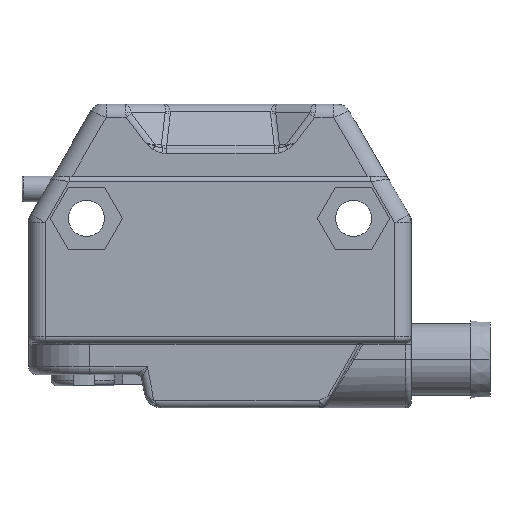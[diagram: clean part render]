
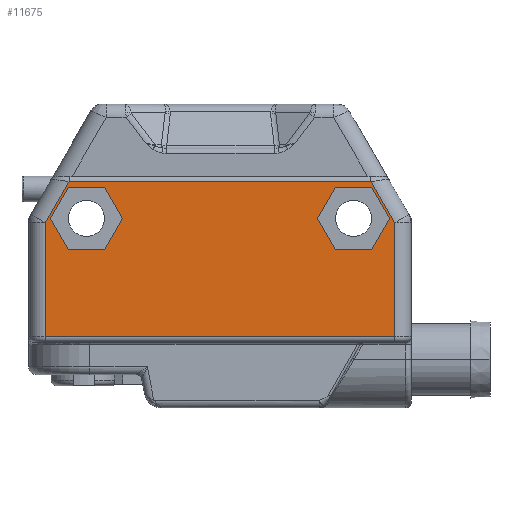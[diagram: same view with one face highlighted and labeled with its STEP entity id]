
A CAD part, left-side view. The second image highlights one B-rep face of the part: STEP entity #11675.
In plain terms, the highlighted planar face has unit normal (-1, 0, 0).
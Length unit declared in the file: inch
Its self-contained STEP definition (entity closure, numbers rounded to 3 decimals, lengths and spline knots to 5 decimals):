
#2794=CARTESIAN_POINT('',(-0.29528,0.53593,
0.28346));
#2805=DIRECTION('',(0.,-1.,0.));
#2806=VECTOR('',#2805,1.07187);
#2807=CARTESIAN_POINT('',(-0.29528,0.53593,
0.28346));
#2808=LINE('',#2807,#2806);
#2814=DIRECTION('',(0.,-1.,0.));
#2815=VECTOR('',#2814,0.12843);
#2816=CARTESIAN_POINT('',(-0.29528,0.53862,
0.04232));
#2817=LINE('',#2816,#2815);
#2818=DIRECTION('',(0.,-0.5,0.866));
#2819=VECTOR('',#2818,0.12843);
#2820=CARTESIAN_POINT('',(-0.29528,0.4102,
0.04232));
#2821=LINE('',#2820,#2819);
#2822=DIRECTION('',(0.,0.5,0.866));
#2823=VECTOR('',#2822,0.12843);
#2824=CARTESIAN_POINT('',(-0.29528,0.34598,
0.15354));
#2825=LINE('',#2824,#2823);
#2826=DIRECTION('',(0.,1.,0.));
#2827=VECTOR('',#2826,0.12843);
#2828=CARTESIAN_POINT('',(-0.29528,0.4102,
0.26476));
#2829=LINE('',#2828,#2827);
#2830=DIRECTION('',(0.,0.5,-0.866));
#2831=VECTOR('',#2830,0.12843);
#2832=CARTESIAN_POINT('',(-0.29528,0.53862,
0.26476));
#2833=LINE('',#2832,#2831);
#2834=DIRECTION('',(0.,-0.5,-0.866));
#2835=VECTOR('',#2834,0.12843);
#2836=CARTESIAN_POINT('',(-0.29528,0.60284,
0.15354));
#2837=LINE('',#2836,#2835);
#2838=DIRECTION('',(0.,-1.,0.));
#2839=VECTOR('',#2838,0.12843);
#2840=CARTESIAN_POINT('',(-0.29528,-0.4102,
0.04232));
#2841=LINE('',#2840,#2839);
#2842=DIRECTION('',(0.,-0.5,0.866));
#2843=VECTOR('',#2842,0.12843);
#2844=CARTESIAN_POINT('',(-0.29528,-0.53862,
0.04232));
#2845=LINE('',#2844,#2843);
#2846=DIRECTION('',(0.,0.5,0.866));
#2847=VECTOR('',#2846,0.12843);
#2848=CARTESIAN_POINT('',(-0.29528,-0.60284,
0.15354));
#2849=LINE('',#2848,#2847);
#2850=DIRECTION('',(0.,1.,0.));
#2851=VECTOR('',#2850,0.12843);
#2852=CARTESIAN_POINT('',(-0.29528,-0.53862,
0.26476));
#2853=LINE('',#2852,#2851);
#2854=DIRECTION('',(0.,0.5,-0.866));
#2855=VECTOR('',#2854,0.12843);
#2856=CARTESIAN_POINT('',(-0.29528,-0.4102,
0.26476));
#2857=LINE('',#2856,#2855);
#2858=DIRECTION('',(0.,-0.5,-0.866));
#2859=VECTOR('',#2858,0.12843);
#2860=CARTESIAN_POINT('',(-0.29528,-0.34598,
0.15354));
#2861=LINE('',#2860,#2859);
#2866=DIRECTION('',(0.,0.,1.));
#2867=VECTOR('',#2866,0.40544);
#2868=CARTESIAN_POINT('',(-0.29528,-0.62008,
-0.26772));
#2869=LINE('',#2868,#2867);
#2979=DIRECTION('',(0.,0.,-1.));
#2980=VECTOR('',#2979,0.40544);
#2981=CARTESIAN_POINT('',(-0.29528,0.62008,
0.13772));
#2982=LINE('',#2981,#2980);
#3292=DIRECTION('',(0.,1.,0.));
#3293=VECTOR('',#3292,1.24016);
#3294=CARTESIAN_POINT('',(-0.29528,-0.62008,
-0.26772));
#3295=LINE('',#3294,#3293);
#4596=DIRECTION('',(0.,0.5,-0.866));
#4597=VECTOR('',#4596,0.16829);
#4598=CARTESIAN_POINT('',(-0.29528,0.53593,
0.28346));
#4599=LINE('',#4598,#4597);
#4916=DIRECTION('',(0.,0.5,0.866));
#4917=VECTOR('',#4916,0.16829);
#4918=CARTESIAN_POINT('',(-0.29528,-0.62008,
0.13772));
#4919=LINE('',#4918,#4917);
#6251=CARTESIAN_POINT('',(-0.29528,0.53862,
0.04232));
#6252=CARTESIAN_POINT('',(-0.29528,0.4102,
0.04232));
#6253=VERTEX_POINT('',#6251);
#6254=VERTEX_POINT('',#6252);
#6255=CARTESIAN_POINT('',(-0.29528,0.34598,
0.15354));
#6256=VERTEX_POINT('',#6255);
#6257=CARTESIAN_POINT('',(-0.29528,0.4102,
0.26476));
#6258=VERTEX_POINT('',#6257);
#6259=CARTESIAN_POINT('',(-0.29528,0.53862,
0.26476));
#6260=VERTEX_POINT('',#6259);
#6261=CARTESIAN_POINT('',(-0.29528,0.60284,
0.15354));
#6262=VERTEX_POINT('',#6261);
#6263=CARTESIAN_POINT('',(-0.29528,-0.4102,
0.04232));
#6264=CARTESIAN_POINT('',(-0.29528,-0.53862,
0.04232));
#6265=VERTEX_POINT('',#6263);
#6266=VERTEX_POINT('',#6264);
#6267=CARTESIAN_POINT('',(-0.29528,-0.60284,
0.15354));
#6268=VERTEX_POINT('',#6267);
#6269=CARTESIAN_POINT('',(-0.29528,-0.53862,
0.26476));
#6270=VERTEX_POINT('',#6269);
#6271=CARTESIAN_POINT('',(-0.29528,-0.4102,
0.26476));
#6272=VERTEX_POINT('',#6271);
#6273=CARTESIAN_POINT('',(-0.29528,-0.34598,
0.15354));
#6274=VERTEX_POINT('',#6273);
#6305=CARTESIAN_POINT('',(-0.29528,-0.62008,
0.13772));
#6306=VERTEX_POINT('',#6305);
#6307=CARTESIAN_POINT('',(-0.29528,0.62008,
0.13772));
#6308=VERTEX_POINT('',#6307);
#6314=VERTEX_POINT('',#2794);
#6315=CARTESIAN_POINT('',(-0.29528,-0.53593,
0.28346));
#6316=VERTEX_POINT('',#6315);
#6852=CARTESIAN_POINT('',(-0.29528,0.62008,
-0.26772));
#6853=VERTEX_POINT('',#6852);
#6856=CARTESIAN_POINT('',(-0.29528,-0.62008,
-0.26772));
#6857=VERTEX_POINT('',#6856);
#11629=CARTESIAN_POINT('',(-0.29528,0.67913,0.));
#11630=DIRECTION('',(-1.,0.,0.));
#11631=DIRECTION('',(0.,-1.,0.));
#11632=AXIS2_PLACEMENT_3D('',#11629,#11630,#11631);
#11633=PLANE('',#11632);
#11635=ORIENTED_EDGE('',*,*,#11634,.F.);
#11637=ORIENTED_EDGE('',*,*,#11636,.T.);
#11639=ORIENTED_EDGE('',*,*,#11638,.F.);
#11641=ORIENTED_EDGE('',*,*,#11640,.F.);
#11642=ORIENTED_EDGE('',*,*,#11623,.T.);
#11644=ORIENTED_EDGE('',*,*,#11643,.F.);
#11645=EDGE_LOOP('',(#11635,#11637,#11639,#11641,#11642,#11644));
#11646=FACE_OUTER_BOUND('',#11645,.F.);
#11648=ORIENTED_EDGE('',*,*,#11647,.T.);
#11650=ORIENTED_EDGE('',*,*,#11649,.T.);
#11652=ORIENTED_EDGE('',*,*,#11651,.T.);
#11654=ORIENTED_EDGE('',*,*,#11653,.T.);
#11656=ORIENTED_EDGE('',*,*,#11655,.T.);
#11658=ORIENTED_EDGE('',*,*,#11657,.T.);
#11659=EDGE_LOOP('',(#11648,#11650,#11652,#11654,#11656,#11658));
#11660=FACE_BOUND('',#11659,.F.);
#11662=ORIENTED_EDGE('',*,*,#11661,.T.);
#11664=ORIENTED_EDGE('',*,*,#11663,.T.);
#11666=ORIENTED_EDGE('',*,*,#11665,.T.);
#11668=ORIENTED_EDGE('',*,*,#11667,.T.);
#11670=ORIENTED_EDGE('',*,*,#11669,.T.);
#11672=ORIENTED_EDGE('',*,*,#11671,.T.);
#11673=EDGE_LOOP('',(#11662,#11664,#11666,#11668,#11670,#11672));
#11674=FACE_BOUND('',#11673,.F.);
#11675=ADVANCED_FACE('',(#11646,#11660,#11674),#11633,.T.);
#11623=EDGE_CURVE('',#6314,#6316,#2808,.T.);
#11634=EDGE_CURVE('',#6857,#6306,#2869,.T.);
#11636=EDGE_CURVE('',#6857,#6853,#3295,.T.);
#11638=EDGE_CURVE('',#6308,#6853,#2982,.T.);
#11640=EDGE_CURVE('',#6314,#6308,#4599,.T.);
#11643=EDGE_CURVE('',#6306,#6316,#4919,.T.);
#11647=EDGE_CURVE('',#6253,#6254,#2817,.T.);
#11649=EDGE_CURVE('',#6254,#6256,#2821,.T.);
#11651=EDGE_CURVE('',#6256,#6258,#2825,.T.);
#11653=EDGE_CURVE('',#6258,#6260,#2829,.T.);
#11655=EDGE_CURVE('',#6260,#6262,#2833,.T.);
#11657=EDGE_CURVE('',#6262,#6253,#2837,.T.);
#11661=EDGE_CURVE('',#6265,#6266,#2841,.T.);
#11663=EDGE_CURVE('',#6266,#6268,#2845,.T.);
#11665=EDGE_CURVE('',#6268,#6270,#2849,.T.);
#11667=EDGE_CURVE('',#6270,#6272,#2853,.T.);
#11669=EDGE_CURVE('',#6272,#6274,#2857,.T.);
#11671=EDGE_CURVE('',#6274,#6265,#2861,.T.);
